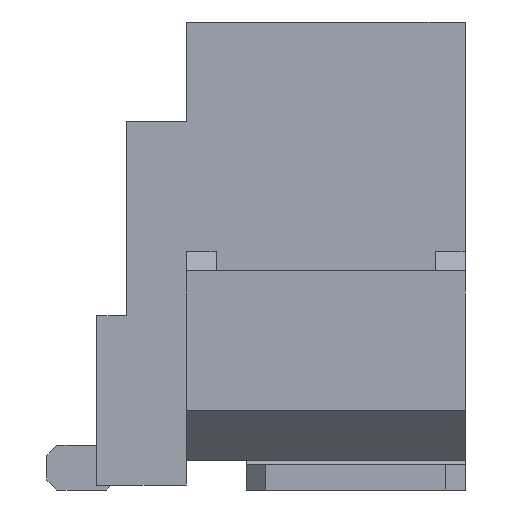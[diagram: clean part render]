
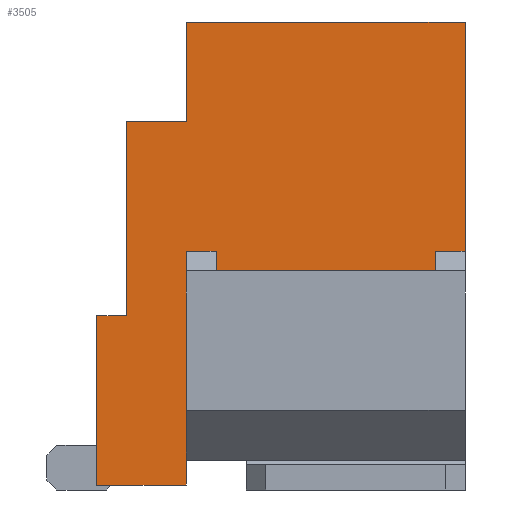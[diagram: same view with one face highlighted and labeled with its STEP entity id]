
A CAD part, left-side view. The second image highlights one B-rep face of the part: STEP entity #3505.
In plain terms, the highlighted planar face has unit normal (-1, 0, 0).
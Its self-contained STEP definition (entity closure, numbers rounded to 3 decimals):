
#91 = EDGE_CURVE ( 'NONE', #2654, #1144, #856, .T. ) ;
#228 = CARTESIAN_POINT ( 'NONE',  ( -3.375, 2.3, 3.7 ) ) ;
#255 = VERTEX_POINT ( 'NONE', #3408 ) ;
#263 = VECTOR ( 'NONE', #9938, 1000. ) ;
#267 = VERTEX_POINT ( 'NONE', #6632 ) ;
#270 = ORIENTED_EDGE ( 'NONE', *, *, #491, .F. ) ;
#391 = VERTEX_POINT ( 'NONE', #5688 ) ;
#491 = EDGE_CURVE ( 'NONE', #267, #391, #8642, .T. ) ;
#618 = LINE ( 'NONE', #671, #5416 ) ;
#638 = CARTESIAN_POINT ( 'NONE',  ( -3.375, 2.6, 4.7 ) ) ;
#671 = CARTESIAN_POINT ( 'NONE',  ( -3.375, 1.7, 0.3 ) ) ;
#856 = LINE ( 'NONE', #2994, #2708 ) ;
#940 = LINE ( 'NONE', #2921, #7164 ) ;
#950 = CARTESIAN_POINT ( 'NONE',  ( -3.375, 1.7, 4.7 ) ) ;
#973 = ORIENTED_EDGE ( 'NONE', *, *, #6659, .F. ) ;
#1103 = DIRECTION ( 'NONE',  ( 0., 0., -1. ) ) ;
#1144 = VERTEX_POINT ( 'NONE', #2978 ) ;
#1489 = VECTOR ( 'NONE', #5209, 1000. ) ;
#1583 = LINE ( 'NONE', #9271, #9638 ) ;
#1636 = VECTOR ( 'NONE', #1103, 1000. ) ;
#1646 = CARTESIAN_POINT ( 'NONE',  ( -3.375, 1.7, 0.3 ) ) ;
#1665 = ORIENTED_EDGE ( 'NONE', *, *, #1957, .F. ) ;
#1704 = ORIENTED_EDGE ( 'NONE', *, *, #7148, .T. ) ;
#1708 = DIRECTION ( 'NONE',  ( 0., -1., 0. ) ) ;
#1957 = EDGE_CURVE ( 'NONE', #391, #4591, #940, .T. ) ;
#2061 = AXIS2_PLACEMENT_3D ( 'NONE', #638, #7673, #3041 ) ;
#2145 = EDGE_CURVE ( 'NONE', #8207, #6306, #8853, .T. ) ;
#2233 = PLANE ( 'NONE',  #2061 ) ;
#2264 = CARTESIAN_POINT ( 'NONE',  ( -3.375, 1.7, 2.4 ) ) ;
#2317 = ORIENTED_EDGE ( 'NONE', *, *, #3305, .T. ) ;
#2328 = DIRECTION ( 'NONE',  ( 0., -1., 0. ) ) ;
#2654 = VERTEX_POINT ( 'NONE', #9903 ) ;
#2708 = VECTOR ( 'NONE', #2712, 1000. ) ;
#2712 = DIRECTION ( 'NONE',  ( 0., 1., 0. ) ) ;
#2737 = DIRECTION ( 'NONE',  ( 0., 0., 1. ) ) ;
#2888 = DIRECTION ( 'NONE',  ( 0., 0., 1. ) ) ;
#2910 = CARTESIAN_POINT ( 'NONE',  ( -3.375, 1.7, 2.4 ) ) ;
#2921 = CARTESIAN_POINT ( 'NONE',  ( -3.375, 1.7, 3.7 ) ) ;
#2978 = CARTESIAN_POINT ( 'NONE',  ( -3.375, 2.6, 0.05 ) ) ;
#2994 = CARTESIAN_POINT ( 'NONE',  ( -3.375, 2.6, 0.05 ) ) ;
#3041 = DIRECTION ( 'NONE',  ( 0., 0., -1. ) ) ;
#3073 = LINE ( 'NONE', #2910, #3311 ) ;
#3083 = VECTOR ( 'NONE', #8603, 1000. ) ;
#3305 = EDGE_CURVE ( 'NONE', #255, #4970, #3492, .T. ) ;
#3311 = VECTOR ( 'NONE', #8316, 1000. ) ;
#3321 = LINE ( 'NONE', #7376, #7680 ) ;
#3356 = FACE_OUTER_BOUND ( 'NONE', #7999, .T. ) ;
#3364 = CARTESIAN_POINT ( 'NONE',  ( -3.375, -1.1, 4.7 ) ) ;
#3408 = CARTESIAN_POINT ( 'NONE',  ( -3.375, 2.3, 1.75 ) ) ;
#3435 = CARTESIAN_POINT ( 'NONE',  ( -3.375, -0.8, 2.4 ) ) ;
#3492 = LINE ( 'NONE', #9031, #7599 ) ;
#3505 = ADVANCED_FACE ( 'NONE', ( #3356 ), #2233, .F. ) ;
#3881 = VERTEX_POINT ( 'NONE', #5998 ) ;
#4215 = ORIENTED_EDGE ( 'NONE', *, *, #8502, .T. ) ;
#4404 = DIRECTION ( 'NONE',  ( 0., 1., 0. ) ) ;
#4434 = CARTESIAN_POINT ( 'NONE',  ( -3.375, 1.4, 1.7 ) ) ;
#4551 = VECTOR ( 'NONE', #1708, 1000. ) ;
#4573 = ORIENTED_EDGE ( 'NONE', *, *, #6575, .F. ) ;
#4591 = VERTEX_POINT ( 'NONE', #950 ) ;
#4602 = ORIENTED_EDGE ( 'NONE', *, *, #7764, .T. ) ;
#4630 = CARTESIAN_POINT ( 'NONE',  ( -3.375, 2.3, 1.75 ) ) ;
#4732 = ORIENTED_EDGE ( 'NONE', *, *, #7181, .F. ) ;
#4867 = CARTESIAN_POINT ( 'NONE',  ( -3.375, -1.1, 2.4 ) ) ;
#4968 = CARTESIAN_POINT ( 'NONE',  ( -3.375, 1.7, 2.4 ) ) ;
#4970 = VERTEX_POINT ( 'NONE', #6161 ) ;
#5200 = VERTEX_POINT ( 'NONE', #9529 ) ;
#5209 = DIRECTION ( 'NONE',  ( 0., -1., 0. ) ) ;
#5416 = VECTOR ( 'NONE', #10063, 1000. ) ;
#5419 = DIRECTION ( 'NONE',  ( 0., 0., 1. ) ) ;
#5675 = LINE ( 'NONE', #4434, #1489 ) ;
#5688 = CARTESIAN_POINT ( 'NONE',  ( -3.375, 1.7, 3.7 ) ) ;
#5789 = EDGE_CURVE ( 'NONE', #3881, #5200, #9684, .T. ) ;
#5842 = CARTESIAN_POINT ( 'NONE',  ( -3.375, 1.4, 4.7 ) ) ;
#5998 = CARTESIAN_POINT ( 'NONE',  ( -3.375, 1.4, 2.4 ) ) ;
#6065 = LINE ( 'NONE', #9100, #9912 ) ;
#6161 = CARTESIAN_POINT ( 'NONE',  ( -3.375, 2.6, 1.75 ) ) ;
#6306 = VERTEX_POINT ( 'NONE', #4867 ) ;
#6407 = EDGE_CURVE ( 'NONE', #5200, #6564, #5675, .T. ) ;
#6564 = VERTEX_POINT ( 'NONE', #9199 ) ;
#6575 = EDGE_CURVE ( 'NONE', #255, #267, #9398, .T. ) ;
#6617 = VECTOR ( 'NONE', #9265, 1000. ) ;
#6632 = CARTESIAN_POINT ( 'NONE',  ( -3.375, 2.3, 3.7 ) ) ;
#6659 = EDGE_CURVE ( 'NONE', #8207, #6564, #9019, .T. ) ;
#6895 = EDGE_CURVE ( 'NONE', #1144, #4970, #3321, .T. ) ;
#7048 = CARTESIAN_POINT ( 'NONE',  ( -3.375, -0.8, 4.7 ) ) ;
#7148 = EDGE_CURVE ( 'NONE', #8825, #3881, #3073, .T. ) ;
#7164 = VECTOR ( 'NONE', #2888, 1000. ) ;
#7181 = EDGE_CURVE ( 'NONE', #4591, #8165, #8270, .T. ) ;
#7335 = ORIENTED_EDGE ( 'NONE', *, *, #6895, .F. ) ;
#7376 = CARTESIAN_POINT ( 'NONE',  ( -3.375, 2.6, 4.7 ) ) ;
#7402 = ORIENTED_EDGE ( 'NONE', *, *, #5789, .T. ) ;
#7599 = VECTOR ( 'NONE', #4404, 1000. ) ;
#7673 = DIRECTION ( 'NONE',  ( 1., 0., 0. ) ) ;
#7680 = VECTOR ( 'NONE', #2737, 1000. ) ;
#7764 = EDGE_CURVE ( 'NONE', #2654, #8024, #6065, .T. ) ;
#7897 = EDGE_CURVE ( 'NONE', #8024, #8825, #618, .T. ) ;
#7999 = EDGE_LOOP ( 'NONE', ( #1704, #7402, #9101, #973, #8609, #4215, #4732, #1665, #270, #4573, #2317, #7335, #8552, #4602, #9436 ) ) ;
#8024 = VERTEX_POINT ( 'NONE', #1646 ) ;
#8165 = VERTEX_POINT ( 'NONE', #3364 ) ;
#8207 = VERTEX_POINT ( 'NONE', #3435 ) ;
#8270 = LINE ( 'NONE', #9142, #263 ) ;
#8306 = DIRECTION ( 'NONE',  ( 0., 0., 1. ) ) ;
#8316 = DIRECTION ( 'NONE',  ( 0., -1., 0. ) ) ;
#8502 = EDGE_CURVE ( 'NONE', #6306, #8165, #1583, .T. ) ;
#8552 = ORIENTED_EDGE ( 'NONE', *, *, #91, .F. ) ;
#8603 = DIRECTION ( 'NONE',  ( 0., 0., -1. ) ) ;
#8609 = ORIENTED_EDGE ( 'NONE', *, *, #2145, .T. ) ;
#8642 = LINE ( 'NONE', #228, #4551 ) ;
#8825 = VERTEX_POINT ( 'NONE', #4968 ) ;
#8853 = LINE ( 'NONE', #2264, #9602 ) ;
#9019 = LINE ( 'NONE', #7048, #3083 ) ;
#9031 = CARTESIAN_POINT ( 'NONE',  ( -3.375, 2.3, 1.75 ) ) ;
#9100 = CARTESIAN_POINT ( 'NONE',  ( -3.375, 1.7, 0.05 ) ) ;
#9101 = ORIENTED_EDGE ( 'NONE', *, *, #6407, .T. ) ;
#9142 = CARTESIAN_POINT ( 'NONE',  ( -3.375, 2.6, 4.7 ) ) ;
#9199 = CARTESIAN_POINT ( 'NONE',  ( -3.375, -0.8, 1.7 ) ) ;
#9265 = DIRECTION ( 'NONE',  ( 0., 0., 1. ) ) ;
#9271 = CARTESIAN_POINT ( 'NONE',  ( -3.375, -1.1, 4.7 ) ) ;
#9398 = LINE ( 'NONE', #4630, #6617 ) ;
#9436 = ORIENTED_EDGE ( 'NONE', *, *, #7897, .T. ) ;
#9529 = CARTESIAN_POINT ( 'NONE',  ( -3.375, 1.4, 1.7 ) ) ;
#9602 = VECTOR ( 'NONE', #2328, 1000. ) ;
#9638 = VECTOR ( 'NONE', #5419, 1000. ) ;
#9684 = LINE ( 'NONE', #5842, #1636 ) ;
#9903 = CARTESIAN_POINT ( 'NONE',  ( -3.375, 1.7, 0.05 ) ) ;
#9912 = VECTOR ( 'NONE', #8306, 1000. ) ;
#9938 = DIRECTION ( 'NONE',  ( 0., -1., 0. ) ) ;
#10063 = DIRECTION ( 'NONE',  ( 0., 0., 1. ) ) ;
